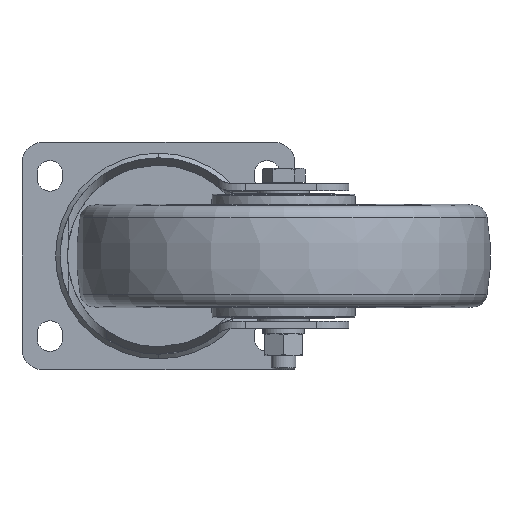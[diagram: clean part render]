
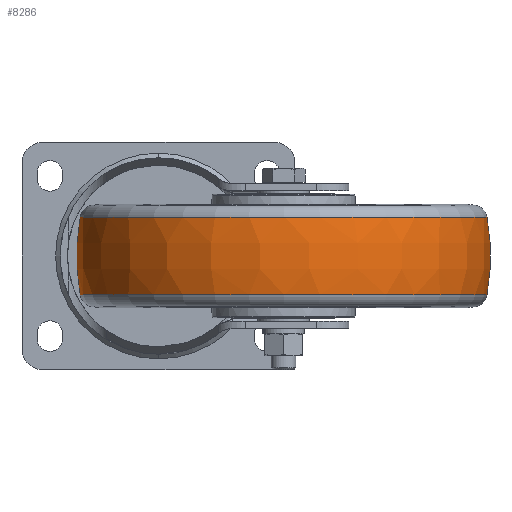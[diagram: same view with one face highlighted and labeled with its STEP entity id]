
A CAD part, front view. The second image highlights one B-rep face of the part: STEP entity #8286.
In plain terms, the highlighted toroidal (fillet/blend) face has major radius 10 mm and minor radius 110 mm.
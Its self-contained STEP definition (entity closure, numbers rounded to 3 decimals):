
#144 = ORIENTED_EDGE ( 'NONE', *, *, #5472, .T. ) ;
#596 = CARTESIAN_POINT ( 'NONE',  ( 158.871, -141.563, 18.854 ) ) ;
#1601 = DIRECTION ( 'NONE',  ( 0., 0., 1. ) ) ;
#1748 = DIRECTION ( 'NONE',  ( 0., 0., 1. ) ) ;
#1798 = CARTESIAN_POINT ( 'NONE',  ( 60.5, -142., 18.854 ) ) ;
#2172 = VERTEX_POINT ( 'NONE', #4811 ) ;
#3029 = EDGE_CURVE ( 'NONE', #2172, #3510, #17947, .T. ) ;
#3220 = DIRECTION ( 'NONE',  ( 1., 0.004, 0. ) ) ;
#3298 = CARTESIAN_POINT ( 'NONE',  ( 60.5, -142., 0. ) ) ;
#3510 = VERTEX_POINT ( 'NONE', #17750 ) ;
#4811 = CARTESIAN_POINT ( 'NONE',  ( -37.871, -142.437, -18.854 ) ) ;
#5472 = EDGE_CURVE ( 'NONE', #7763, #20519, #6142, .T. ) ;
#5540 = EDGE_CURVE ( 'NONE', #2172, #7763, #18494, .T. ) ;
#5771 = CIRCLE ( 'NONE', #12580, 98.372 ) ;
#6102 = DIRECTION ( 'NONE',  ( -0.004, 1., 0. ) ) ;
#6142 = CIRCLE ( 'NONE', #14494, 110. ) ;
#6335 = DIRECTION ( 'NONE',  ( -1., -0.004, 0. ) ) ;
#6427 = EDGE_CURVE ( 'NONE', #3510, #20519, #5771, .T. ) ;
#7722 = AXIS2_PLACEMENT_3D ( 'NONE', #11289, #1601, #12920 ) ;
#7763 = VERTEX_POINT ( 'NONE', #16295 ) ;
#7883 = FACE_OUTER_BOUND ( 'NONE', #18118, .T. ) ;
#8286 = ADVANCED_FACE ( 'NONE', ( #7883 ), #10177, .T. ) ;
#9455 = ORIENTED_EDGE ( 'NONE', *, *, #5540, .T. ) ;
#10177 = TOROIDAL_SURFACE ( 'NONE', #20549, -10., 110. ) ;
#11289 = CARTESIAN_POINT ( 'NONE',  ( 60.5, -142., -18.854 ) ) ;
#11323 = AXIS2_PLACEMENT_3D ( 'NONE', #14006, #6102, #12412 ) ;
#11427 = DIRECTION ( 'NONE',  ( 0., 0., 1. ) ) ;
#12412 = DIRECTION ( 'NONE',  ( 1., 0.004, 0. ) ) ;
#12580 = AXIS2_PLACEMENT_3D ( 'NONE', #1798, #11427, #3220 ) ;
#12920 = DIRECTION ( 'NONE',  ( 1., 0.004, 0. ) ) ;
#13059 = DIRECTION ( 'NONE',  ( 1., 0.004, 0. ) ) ;
#14006 = CARTESIAN_POINT ( 'NONE',  ( 70.5, -141.956, 0. ) ) ;
#14494 = AXIS2_PLACEMENT_3D ( 'NONE', #17605, #16186, #6335 ) ;
#16186 = DIRECTION ( 'NONE',  ( 0.004, -1., 0. ) ) ;
#16295 = CARTESIAN_POINT ( 'NONE',  ( 158.871, -141.563, -18.854 ) ) ;
#17605 = CARTESIAN_POINT ( 'NONE',  ( 50.5, -142.044, 0. ) ) ;
#17750 = CARTESIAN_POINT ( 'NONE',  ( -37.871, -142.437, 18.854 ) ) ;
#17947 = CIRCLE ( 'NONE', #11323, 110. ) ;
#18118 = EDGE_LOOP ( 'NONE', ( #19382, #9455, #144, #19037 ) ) ;
#18494 = CIRCLE ( 'NONE', #7722, 98.372 ) ;
#19037 = ORIENTED_EDGE ( 'NONE', *, *, #6427, .F. ) ;
#19382 = ORIENTED_EDGE ( 'NONE', *, *, #3029, .F. ) ;
#20519 = VERTEX_POINT ( 'NONE', #596 ) ;
#20549 = AXIS2_PLACEMENT_3D ( 'NONE', #3298, #1748, #13059 ) ;
